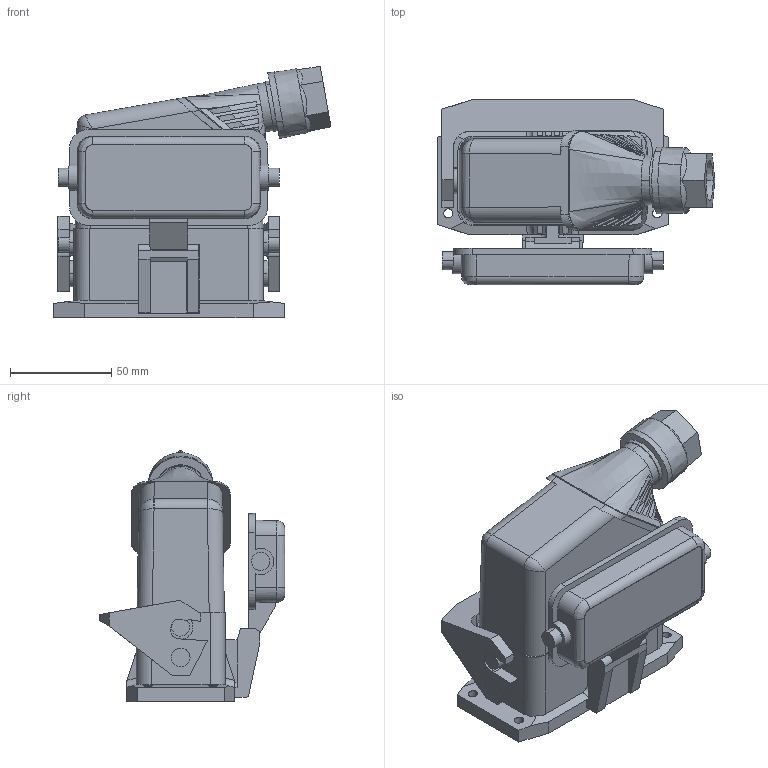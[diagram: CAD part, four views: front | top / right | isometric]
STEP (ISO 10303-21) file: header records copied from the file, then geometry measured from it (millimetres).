
FILE_DESCRIPTION(('SolidDesigner STEP Export'),'2;1');
FILE_NAME('1408793_HC_EVO_B16PT_BWSC_HH_M25_PLRBK-select.stp','2013-04-04T12:51:43',(''),(''),'Creo Elements/Direct Modeling STEP processor for AP214 (Solid Model)','Creo Elements/Direct Modeling 18.1 06-May-2012 (C) Parametric Technology GmbH','');
FILE_SCHEMA(('AUTOMOTIVE_DESIGN { 1 0 10303 214 1 1 1 1 }'));
Length unit declared in the file: millimetre
Products named in the file (2): 1408793_HC_EVO_B16PT_BWSC_HH_M25_PLRBK-select
Assembly tree (1 placements, depth 2):
  1408793_HC_EVO_B16PT_BWSC_HH_M25_PLRBK-select
    1408793_HC_EVO_B16PT_BWSC_HH_M25_PLRBK-select
Bounding box: 136.96 x 91.54 x 123.86 mm (x, y, z)
Volume: 551083.6 mm3; surface area: 72291.5 mm2
Topology: 1 solids, 1 shells, 355 faces, 978 edges, 640 vertices
Faces by surface type: plane 217, cylinder 98, bspline 26, cone 8, extrusion 6
Entity records: 23967 total; most frequent: CARTESIAN_POINT 12488, ORIENTED_EDGE 1952, DIRECTION 1541, EDGE_CURVE 976, VERTEX_POINT 640, VECTOR 597, LINE 591, AXIS2_PLACEMENT_3D 472
